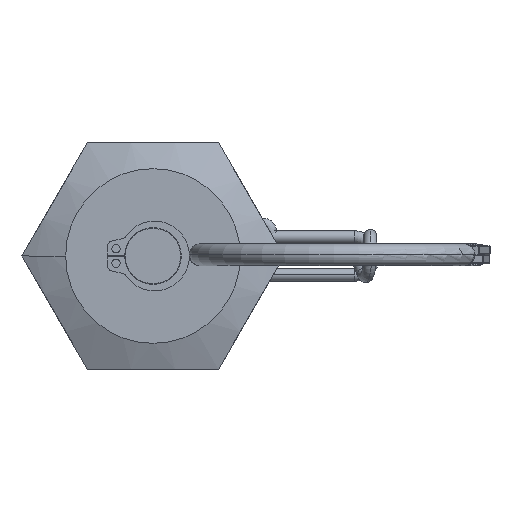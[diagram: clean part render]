
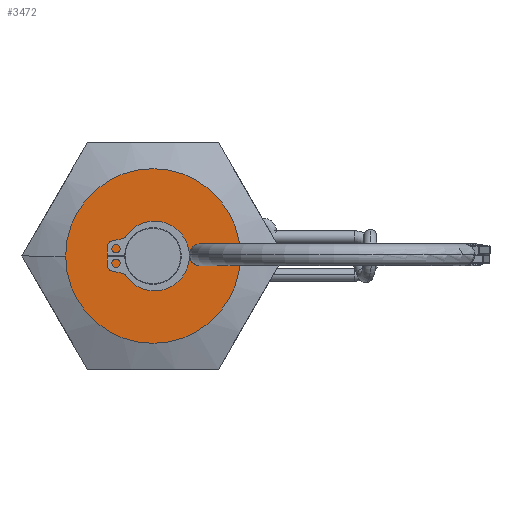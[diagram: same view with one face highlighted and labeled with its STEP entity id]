
A CAD part, left-side view. The second image highlights one B-rep face of the part: STEP entity #3472.
In plain terms, the highlighted planar face has unit normal (-1, 0, 0).
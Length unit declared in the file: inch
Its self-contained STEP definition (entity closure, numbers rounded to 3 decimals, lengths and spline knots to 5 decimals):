
#47 = VERTEX_POINT ( 'NONE', #6368 ) ;
#95 = ORIENTED_EDGE ( 'NONE', *, *, #9058, .F. ) ;
#453 = EDGE_CURVE ( 'NONE', #6902, #1182, #7275, .T. ) ;
#521 = DIRECTION ( 'NONE',  ( 1., 0., 0. ) ) ;
#557 = CIRCLE ( 'NONE', #3006, 0.155 ) ;
#608 = DIRECTION ( 'NONE',  ( 1., 0., 0. ) ) ;
#718 = DIRECTION ( 'NONE',  ( 0., 0., -1. ) ) ;
#870 = FACE_OUTER_BOUND ( 'NONE', #9450, .T. ) ;
#1182 = VERTEX_POINT ( 'NONE', #3971 ) ;
#1427 = CARTESIAN_POINT ( 'NONE',  ( -0.522, 0., 0. ) ) ;
#2214 = CARTESIAN_POINT ( 'NONE',  ( -0.522, 0., 0. ) ) ;
#2475 = EDGE_CURVE ( 'NONE', #47, #7278, #7915, .T. ) ;
#2589 = CARTESIAN_POINT ( 'NONE',  ( -0.522, 0., -0.155 ) ) ;
#2767 = ORIENTED_EDGE ( 'NONE', *, *, #8874, .T. ) ;
#2901 = PLANE ( 'NONE',  #7553 ) ;
#3006 = AXIS2_PLACEMENT_3D ( 'NONE', #8964, #6040, #718 ) ;
#3127 = CARTESIAN_POINT ( 'NONE',  ( -0.522, -0.433, 0. ) ) ;
#3472 = ADVANCED_FACE ( 'NONE', ( #9313, #870 ), #2901, .T. ) ;
#3971 = CARTESIAN_POINT ( 'NONE',  ( -0.522, 0., 0.155 ) ) ;
#4995 = CARTESIAN_POINT ( 'NONE',  ( -0.522, 0., 0. ) ) ;
#5172 = DIRECTION ( 'NONE',  ( 1., 0., 0. ) ) ;
#5181 = DIRECTION ( 'NONE',  ( -1., 0., 0. ) ) ;
#5245 = DIRECTION ( 'NONE',  ( 0., 0., -1. ) ) ;
#5539 = AXIS2_PLACEMENT_3D ( 'NONE', #2214, #608, #6614 ) ;
#5742 = DIRECTION ( 'NONE',  ( 0., 0., -1. ) ) ;
#6040 = DIRECTION ( 'NONE',  ( 1., 0., 0. ) ) ;
#6137 = ORIENTED_EDGE ( 'NONE', *, *, #2475, .F. ) ;
#6368 = CARTESIAN_POINT ( 'NONE',  ( -0.522, 0.433, 0. ) ) ;
#6398 = EDGE_LOOP ( 'NONE', ( #2767, #7776 ) ) ;
#6614 = DIRECTION ( 'NONE',  ( 0., 0., -1. ) ) ;
#6902 = VERTEX_POINT ( 'NONE', #2589 ) ;
#7175 = AXIS2_PLACEMENT_3D ( 'NONE', #4995, #521, #5742 ) ;
#7275 = CIRCLE ( 'NONE', #8780, 0.155 ) ;
#7278 = VERTEX_POINT ( 'NONE', #3127 ) ;
#7553 = AXIS2_PLACEMENT_3D ( 'NONE', #9650, #5181, #8141 ) ;
#7776 = ORIENTED_EDGE ( 'NONE', *, *, #453, .T. ) ;
#7915 = CIRCLE ( 'NONE', #7175, 0.433 ) ;
#8141 = DIRECTION ( 'NONE',  ( 0., 0., 1. ) ) ;
#8780 = AXIS2_PLACEMENT_3D ( 'NONE', #1427, #5172, #5245 ) ;
#8874 = EDGE_CURVE ( 'NONE', #1182, #6902, #557, .T. ) ;
#8964 = CARTESIAN_POINT ( 'NONE',  ( -0.522, 0., 0. ) ) ;
#8992 = CIRCLE ( 'NONE', #5539, 0.433 ) ;
#9058 = EDGE_CURVE ( 'NONE', #7278, #47, #8992, .T. ) ;
#9313 = FACE_BOUND ( 'NONE', #6398, .T. ) ;
#9450 = EDGE_LOOP ( 'NONE', ( #6137, #95 ) ) ;
#9650 = CARTESIAN_POINT ( 'NONE',  ( -0.522, 0.155, 0. ) ) ;
